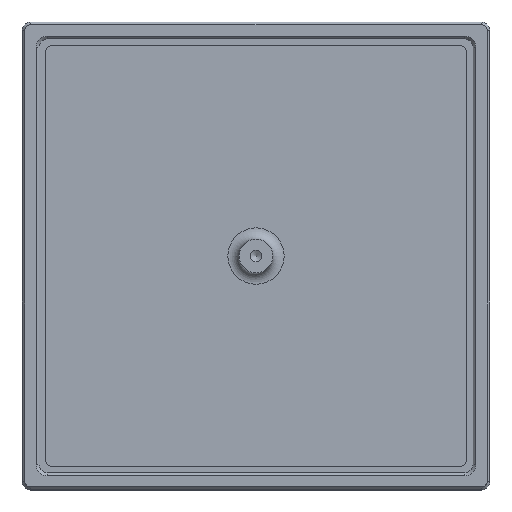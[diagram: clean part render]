
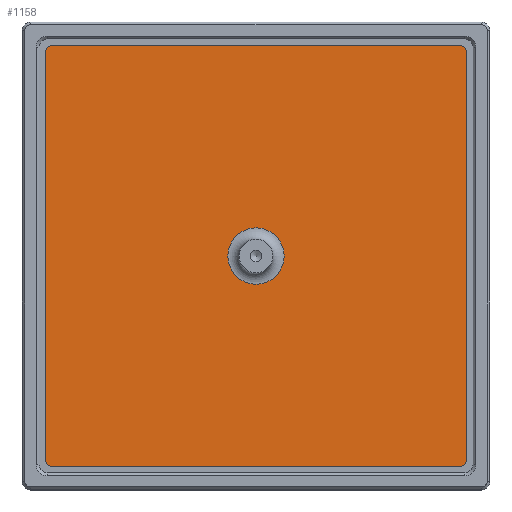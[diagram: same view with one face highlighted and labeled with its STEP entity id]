
A CAD part, top view. The second image highlights one B-rep face of the part: STEP entity #1158.
In plain terms, the highlighted planar face has unit normal (0, 0, 1).
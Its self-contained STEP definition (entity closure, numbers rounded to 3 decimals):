
#28=FACE_BOUND('',#386,.T.);
#33=PLANE('',#1264);
#68=LINE('',#1797,#175);
#70=LINE('',#1803,#177);
#77=LINE('',#1820,#184);
#81=LINE('',#1830,#188);
#82=LINE('',#1832,#189);
#83=LINE('',#1836,#190);
#84=LINE('',#1840,#191);
#85=LINE('',#1844,#192);
#175=VECTOR('',#1419,10.);
#177=VECTOR('',#1425,10.);
#184=VECTOR('',#1444,10.);
#188=VECTOR('',#1454,10.);
#189=VECTOR('',#1455,10.);
#190=VECTOR('',#1458,10.);
#191=VECTOR('',#1461,10.);
#192=VECTOR('',#1464,10.);
#313=FACE_OUTER_BOUND('',#385,.T.);
#385=EDGE_LOOP('',(#843,#844,#845,#846,#847,#848,#849,#850,#851,#852,#853,
#854));
#386=EDGE_LOOP('',(#855,#856));
#470=CIRCLE('',#1265,1.);
#471=CIRCLE('',#1266,1.);
#472=CIRCLE('',#1267,1.);
#473=CIRCLE('',#1268,1.);
#474=CIRCLE('',#1269,5.);
#475=CIRCLE('',#1270,5.);
#520=VERTEX_POINT('',#1766);
#530=VERTEX_POINT('',#1790);
#532=VERTEX_POINT('',#1799);
#537=VERTEX_POINT('',#1818);
#540=VERTEX_POINT('',#1829);
#541=VERTEX_POINT('',#1831);
#542=VERTEX_POINT('',#1833);
#543=VERTEX_POINT('',#1835);
#544=VERTEX_POINT('',#1837);
#545=VERTEX_POINT('',#1839);
#546=VERTEX_POINT('',#1841);
#547=VERTEX_POINT('',#1843);
#548=VERTEX_POINT('',#1846);
#549=VERTEX_POINT('',#1847);
#641=EDGE_CURVE('',#520,#530,#68,.T.);
#644=EDGE_CURVE('',#530,#532,#70,.T.);
#653=EDGE_CURVE('',#537,#520,#77,.T.);
#658=EDGE_CURVE('',#532,#540,#81,.T.);
#659=EDGE_CURVE('',#541,#537,#82,.T.);
#660=EDGE_CURVE('',#541,#542,#470,.T.);
#661=EDGE_CURVE('',#542,#543,#83,.T.);
#662=EDGE_CURVE('',#543,#544,#471,.T.);
#663=EDGE_CURVE('',#544,#545,#84,.T.);
#664=EDGE_CURVE('',#545,#546,#472,.T.);
#665=EDGE_CURVE('',#547,#546,#85,.T.);
#666=EDGE_CURVE('',#547,#540,#473,.T.);
#667=EDGE_CURVE('',#548,#549,#474,.T.);
#668=EDGE_CURVE('',#549,#548,#475,.T.);
#843=ORIENTED_EDGE('',*,*,#658,.F.);
#844=ORIENTED_EDGE('',*,*,#644,.F.);
#845=ORIENTED_EDGE('',*,*,#641,.F.);
#846=ORIENTED_EDGE('',*,*,#653,.F.);
#847=ORIENTED_EDGE('',*,*,#659,.F.);
#848=ORIENTED_EDGE('',*,*,#660,.T.);
#849=ORIENTED_EDGE('',*,*,#661,.T.);
#850=ORIENTED_EDGE('',*,*,#662,.T.);
#851=ORIENTED_EDGE('',*,*,#663,.T.);
#852=ORIENTED_EDGE('',*,*,#664,.T.);
#853=ORIENTED_EDGE('',*,*,#665,.F.);
#854=ORIENTED_EDGE('',*,*,#666,.T.);
#855=ORIENTED_EDGE('',*,*,#667,.F.);
#856=ORIENTED_EDGE('',*,*,#668,.F.);
#1158=ADVANCED_FACE('',(#313,#28),#33,.T.);
#1264=AXIS2_PLACEMENT_3D('',#1828,#1452,#1453);
#1265=AXIS2_PLACEMENT_3D('',#1834,#1456,#1457);
#1266=AXIS2_PLACEMENT_3D('',#1838,#1459,#1460);
#1267=AXIS2_PLACEMENT_3D('',#1842,#1462,#1463);
#1268=AXIS2_PLACEMENT_3D('',#1845,#1465,#1466);
#1269=AXIS2_PLACEMENT_3D('',#1848,#1467,#1468);
#1270=AXIS2_PLACEMENT_3D('',#1849,#1469,#1470);
#1419=DIRECTION('',(1.,0.,0.));
#1425=DIRECTION('',(0.,-1.,0.));
#1444=DIRECTION('',(0.,1.,0.));
#1452=DIRECTION('center_axis',(0.,0.,1.));
#1453=DIRECTION('ref_axis',(1.,0.,0.));
#1454=DIRECTION('',(1.,0.,0.));
#1455=DIRECTION('',(1.,0.,0.));
#1456=DIRECTION('center_axis',(0.,0.,1.));
#1457=DIRECTION('ref_axis',(0.,1.,0.));
#1458=DIRECTION('',(0.,-1.,0.));
#1459=DIRECTION('center_axis',(0.,0.,1.));
#1460=DIRECTION('ref_axis',(-1.,0.,0.));
#1461=DIRECTION('',(1.,0.,0.));
#1462=DIRECTION('center_axis',(0.,0.,1.));
#1463=DIRECTION('ref_axis',(0.,-1.,0.));
#1464=DIRECTION('',(0.,-1.,0.));
#1465=DIRECTION('center_axis',(0.,0.,1.));
#1466=DIRECTION('ref_axis',(1.,0.,0.));
#1467=DIRECTION('center_axis',(0.,0.,1.));
#1468=DIRECTION('ref_axis',(1.,0.,0.));
#1469=DIRECTION('center_axis',(0.,0.,1.));
#1470=DIRECTION('ref_axis',(1.,0.,0.));
#1766=CARTESIAN_POINT('',(34.,2.5,-9.));
#1790=CARTESIAN_POINT('',(42.,2.5,-9.));
#1797=CARTESIAN_POINT('',(58.,2.5,-9.));
#1799=CARTESIAN_POINT('',(42.,-0.7,-9.));
#1803=CARTESIAN_POINT('',(42.,-19.5,-9.));
#1818=CARTESIAN_POINT('',(34.,-0.7,-9.));
#1820=CARTESIAN_POINT('',(34.,-17.,-9.));
#1828=CARTESIAN_POINT('Origin',(38.,-38.,-9.));
#1829=CARTESIAN_POINT('',(74.3,-0.7,-9.));
#1830=CARTESIAN_POINT('',(1.7,-0.7,-9.));
#1831=CARTESIAN_POINT('',(1.7,-0.7,-9.));
#1832=CARTESIAN_POINT('',(1.7,-0.7,-9.));
#1833=CARTESIAN_POINT('',(0.7,-1.7,-9.));
#1834=CARTESIAN_POINT('Origin',(1.7,-1.7,-9.));
#1835=CARTESIAN_POINT('',(0.7,-74.3,-9.));
#1836=CARTESIAN_POINT('',(0.7,-1.7,-9.));
#1837=CARTESIAN_POINT('',(1.7,-75.3,-9.));
#1838=CARTESIAN_POINT('Origin',(1.7,-74.3,-9.));
#1839=CARTESIAN_POINT('',(74.3,-75.3,-9.));
#1840=CARTESIAN_POINT('',(1.7,-75.3,-9.));
#1841=CARTESIAN_POINT('',(75.3,-74.3,-9.));
#1842=CARTESIAN_POINT('Origin',(74.3,-74.3,-9.));
#1843=CARTESIAN_POINT('',(75.3,-1.7,-9.));
#1844=CARTESIAN_POINT('',(75.3,-1.7,-9.));
#1845=CARTESIAN_POINT('Origin',(74.3,-1.7,-9.));
#1846=CARTESIAN_POINT('',(33.,-38.,-9.));
#1847=CARTESIAN_POINT('',(43.,-38.,-9.));
#1848=CARTESIAN_POINT('Origin',(38.,-38.,-9.));
#1849=CARTESIAN_POINT('Origin',(38.,-38.,-9.));
